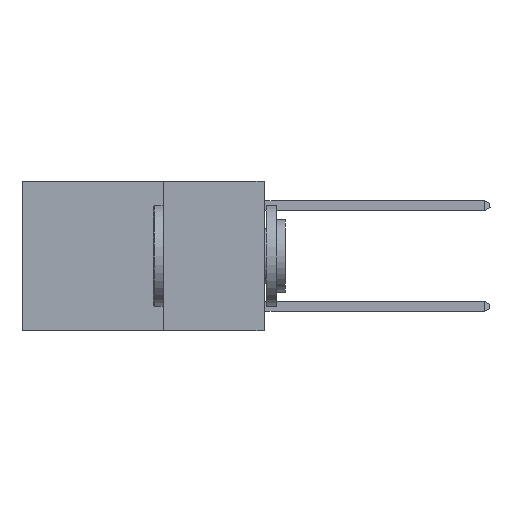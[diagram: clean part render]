
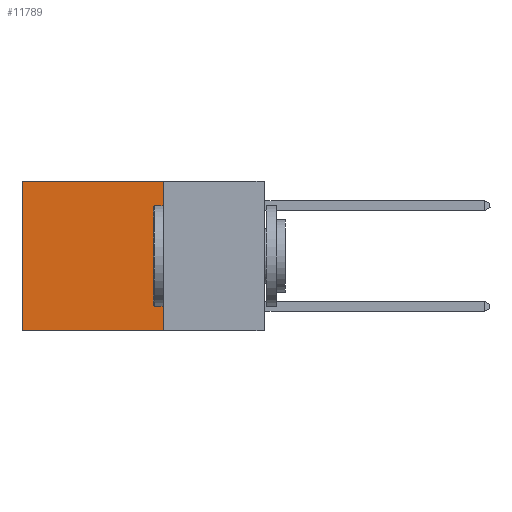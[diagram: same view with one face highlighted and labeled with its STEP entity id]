
A CAD part, left-side view. The second image highlights one B-rep face of the part: STEP entity #11789.
In plain terms, the highlighted planar face has unit normal (-1, 0, 0).
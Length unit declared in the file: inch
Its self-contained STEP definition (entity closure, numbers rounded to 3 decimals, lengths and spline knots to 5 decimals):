
#458 = EDGE_CURVE ( 'NONE', #8881, #9258, #7392, .T. ) ;
#731 = LINE ( 'NONE', #2460, #3805 ) ;
#829 = ORIENTED_EDGE ( 'NONE', *, *, #1505, .F. ) ;
#1265 = ORIENTED_EDGE ( 'NONE', *, *, #3217, .F. ) ;
#1505 = EDGE_CURVE ( 'NONE', #8881, #2499, #14016, .T. ) ;
#2185 = VECTOR ( 'NONE', #3202, 39.37008 ) ;
#2460 = CARTESIAN_POINT ( 'NONE',  ( 0.2625, 0.6, 0. ) ) ;
#2499 = VERTEX_POINT ( 'NONE', #7155 ) ;
#3147 = CARTESIAN_POINT ( 'NONE',  ( 0.2625, 0.25, 0. ) ) ;
#3202 = DIRECTION ( 'NONE',  ( 0., 1., 0. ) ) ;
#3217 = EDGE_CURVE ( 'NONE', #2499, #4486, #12149, .T. ) ;
#3253 = DIRECTION ( 'NONE',  ( 1., 0., 0. ) ) ;
#3564 = EDGE_CURVE ( 'NONE', #9258, #4486, #731, .T. ) ;
#3805 = VECTOR ( 'NONE', #11594, 39.37008 ) ;
#4232 = DIRECTION ( 'NONE',  ( 0., 1., 0. ) ) ;
#4486 = VERTEX_POINT ( 'NONE', #16078 ) ;
#5674 = ORIENTED_EDGE ( 'NONE', *, *, #3564, .T. ) ;
#6596 = ORIENTED_EDGE ( 'NONE', *, *, #458, .T. ) ;
#6988 = VECTOR ( 'NONE', #4232, 39.37008 ) ;
#7155 = CARTESIAN_POINT ( 'NONE',  ( 0.2625, 0.25, -0.37 ) ) ;
#7392 = LINE ( 'NONE', #7753, #6988 ) ;
#7753 = CARTESIAN_POINT ( 'NONE',  ( 0.2625, 0.25, 0. ) ) ;
#8239 = AXIS2_PLACEMENT_3D ( 'NONE', #3147, #3253, #12364 ) ;
#8881 = VERTEX_POINT ( 'NONE', #12702 ) ;
#9258 = VERTEX_POINT ( 'NONE', #9912 ) ;
#9912 = CARTESIAN_POINT ( 'NONE',  ( 0.2625, 0.6, 0. ) ) ;
#10594 = VECTOR ( 'NONE', #10653, 39.37008 ) ;
#10653 = DIRECTION ( 'NONE',  ( 0., 0., -1. ) ) ;
#11017 = CARTESIAN_POINT ( 'NONE',  ( 0.2625, 0.25, -0.37 ) ) ;
#11076 = PLANE ( 'NONE',  #8239 ) ;
#11087 = EDGE_LOOP ( 'NONE', ( #5674, #1265, #829, #6596 ) ) ;
#11224 = CARTESIAN_POINT ( 'NONE',  ( 0.2625, 0.25, 0. ) ) ;
#11594 = DIRECTION ( 'NONE',  ( 0., 0., -1. ) ) ;
#11789 = ADVANCED_FACE ( 'NONE', ( #16617 ), #11076, .F. ) ;
#12149 = LINE ( 'NONE', #11017, #2185 ) ;
#12364 = DIRECTION ( 'NONE',  ( 0., 0., -1. ) ) ;
#12702 = CARTESIAN_POINT ( 'NONE',  ( 0.2625, 0.25, 0. ) ) ;
#14016 = LINE ( 'NONE', #11224, #10594 ) ;
#16078 = CARTESIAN_POINT ( 'NONE',  ( 0.2625, 0.6, -0.37 ) ) ;
#16617 = FACE_OUTER_BOUND ( 'NONE', #11087, .T. ) ;
